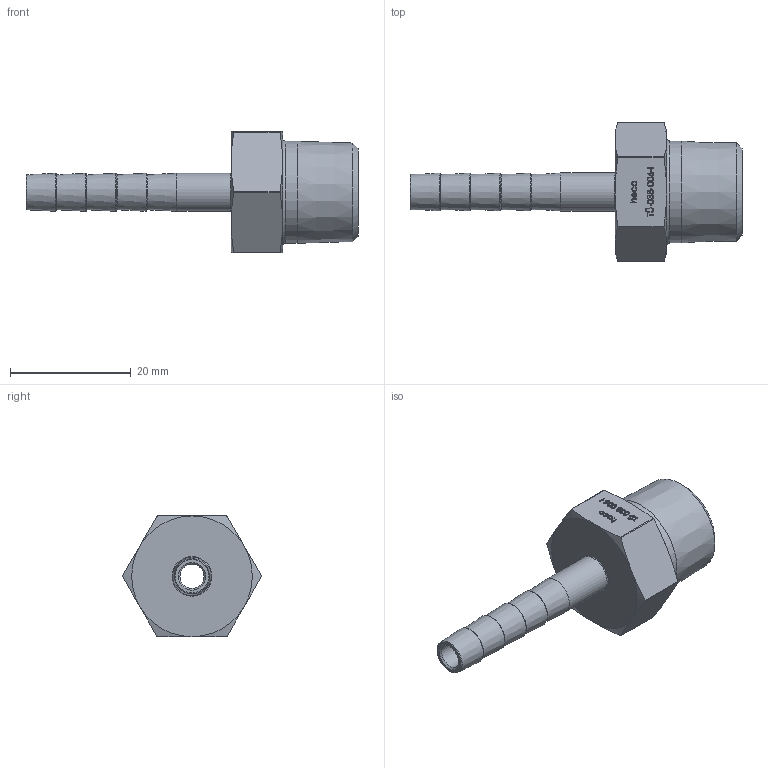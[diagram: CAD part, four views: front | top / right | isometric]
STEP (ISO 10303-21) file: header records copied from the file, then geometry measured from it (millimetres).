
FILE_DESCRIPTION (( 'STEP AP214' ), '1' );
FILE_NAME ('heco TÜ-038-006-I.STEP', '2016-01-12T14:39:37', ( 'test' ), ( '' ), 'SwSTEP 2.0', 'SolidWorks 2011', '' );
FILE_SCHEMA (( 'AUTOMOTIVE_DESIGN' ));
Length unit declared in the file: millimetre
Products named in the file (1): heco TÜ-038-006-I
Bounding box: 55 x 23.05 x 20.1 mm (x, y, z)
Volume: 5006.3 mm3; surface area: 3450.7 mm2
Topology: 1 solids, 1 shells, 249 faces, 621 edges, 406 vertices
Faces by surface type: bspline 117, plane 89, cone 22, torus 11, cylinder 10
Full cylindrical faces by diameter (mm): 4 x1, 6.3 x1, 9.2 x1, 16.893 x1
Entity records: 15883 total; most frequent: CARTESIAN_POINT 8877, ORIENTED_EDGE 1180, DIRECTION 630, EDGE_CURVE 590, VERTEX_POINT 400, EDGE_LOOP 308, VECTOR 276, LINE 276
